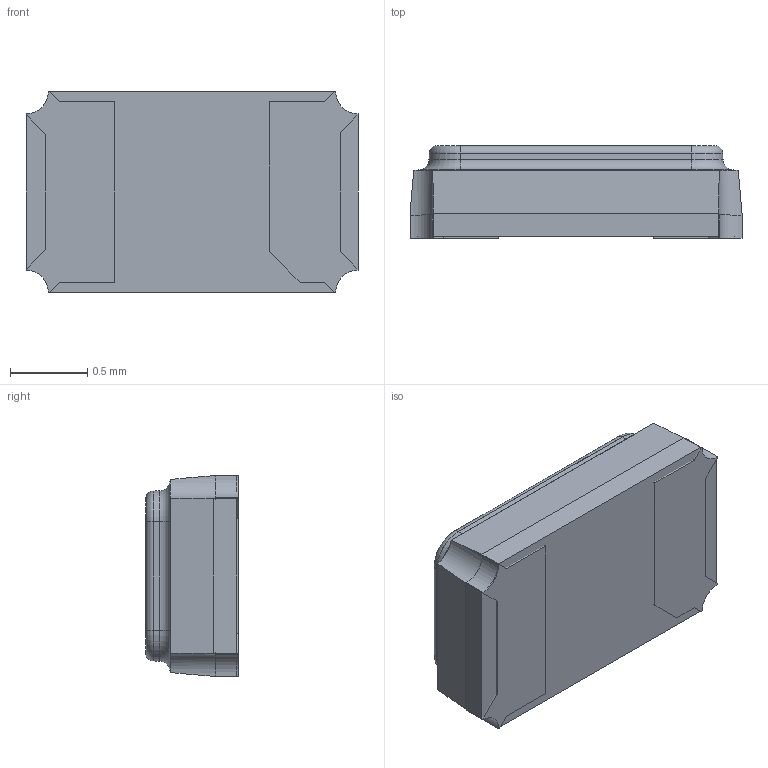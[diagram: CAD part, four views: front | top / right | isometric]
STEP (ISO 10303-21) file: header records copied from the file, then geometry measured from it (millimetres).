
FILE_DESCRIPTION(/* description */ ('Alibre Inc.'),/* implementation_level */ '2;1');
FILE_NAME(/* name */ 'export-4A78941C-DBE2-4CAC-B620-AE0C91C6B524',/* time_stamp */ '2020-01-25T13:55:45+00:00',/* author */ (''),/* organization */ (''),/* preprocessor_version */ 'ST-DEVELOPER v17',/* originating_system */ 'Alibre',/* authorisation */ '');
FILE_SCHEMA (('AUTOMOTIVE_DESIGN'));
Length unit declared in the file: millimetre
Bounding box: 2.15 x 0.6 x 1.3 mm (x, y, z)
Volume: 1.6 mm3; surface area: 18.2 mm2
Topology: 5 solids, 5 shells, 98 faces, 235 edges, 146 vertices
Faces by surface type: plane 58, cylinder 24, torus 8, cone 8
Entity records: 2999 total; most frequent: CARTESIAN_POINT 487, ORIENTED_EDGE 470, DIRECTION 453, EDGE_CURVE 235, AXIS2_PLACEMENT_3D 178, VECTOR 163, LINE 163, VERTEX_POINT 146
